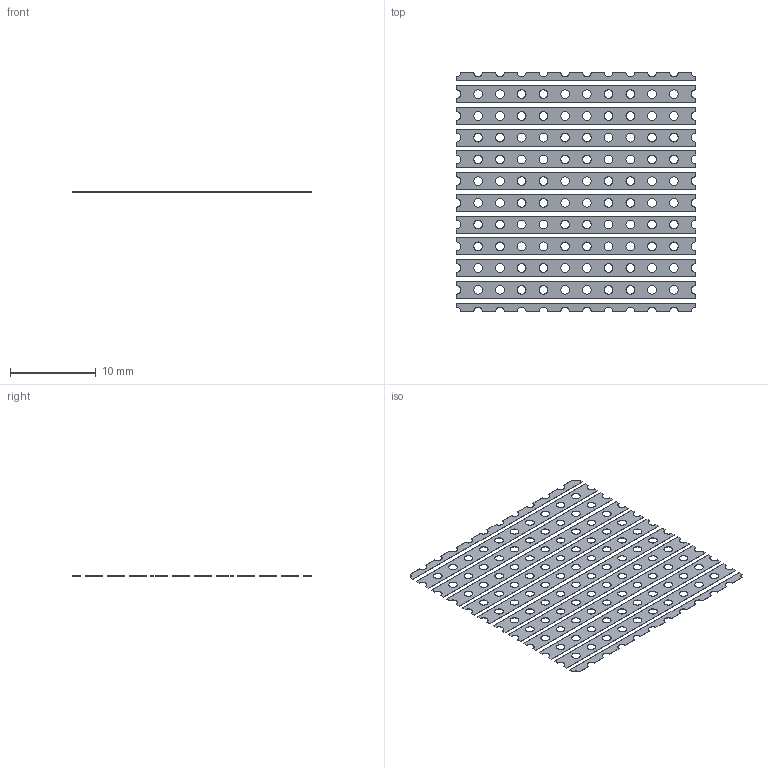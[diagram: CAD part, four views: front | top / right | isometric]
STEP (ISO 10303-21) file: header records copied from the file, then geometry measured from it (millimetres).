
FILE_DESCRIPTION(('FreeCAD Model'),'2;1');
FILE_NAME('part_cu_10_10.step','2019-06-28T00:41:02',('Author'),(''), 'Open CASCADE STEP processor 7.3','FreeCAD','Unknown');
FILE_SCHEMA(('AUTOMOTIVE_DESIGN { 1 0 10303 214 1 1 1 1 }'));
Length unit declared in the file: millimetre
Products named in the file (1): Compound
Bounding box: 27.94 x 27.94 x 0.04 mm (x, y, z)
Volume: 18.1 mm3; surface area: 1068.6 mm2
Topology: 12 solids, 12 shells, 266 faces, 726 edges, 484 vertices
Faces by surface type: cylinder 154, plane 112
Full cylindrical faces by diameter (mm): 1.02 x100
Entity records: 10790 total; most frequent: DIRECTION 1568, CARTESIAN_POINT 1477, ORIENTED_EDGE 1452, EDGE_CURVE 726, AXIS2_PLACEMENT_3D 575, VERTEX_POINT 484, FACE_BOUND 466, EDGE_LOOP 466
